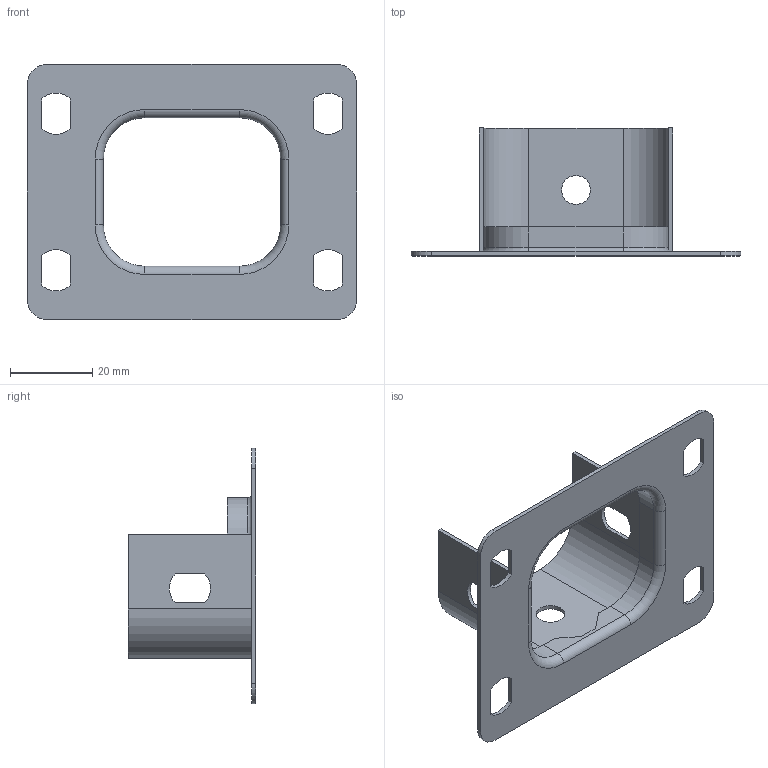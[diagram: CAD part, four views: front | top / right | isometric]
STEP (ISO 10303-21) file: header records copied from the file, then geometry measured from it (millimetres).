
FILE_DESCRIPTION (( 'STEP AP203' ), '1' );
FILE_NAME ('Ñîåäèíèòåëüíûé ôëàíåö FR_37410.STEP', '2012-11-09T09:21:54', ( 'Àñååâ' ), ( '' ), 'SwSTEP 2.0', 'SolidWorks 2012', '' );
FILE_SCHEMA (( 'CONFIG_CONTROL_DESIGN' ));
Length unit declared in the file: millimetre
Products named in the file (3): 杨邃桧栩咫 綦囗弼 FR_37410; ﾎ魵瑙韃 瑙 50; Ñêîáà 50_‘ª®¡  50
Assembly tree (2 placements, depth 2):
  杨邃桧栩咫 綦囗弼 FR_37410
    Ñêîáà 50_‘ª®¡  50
    ﾎ魵瑙韃 瑙 50
Bounding box: 80 x 31 x 62 mm (x, y, z)
Volume: 6641.6 mm3; surface area: 14154.2 mm2
Topology: 2 solids, 2 shells, 97 faces, 247 edges, 154 vertices
Faces by surface type: plane 48, cylinder 41, torus 8
Full cylindrical faces by diameter (mm): 7 x1
Entity records: 3247 total; most frequent: DIRECTION 540, CARTESIAN_POINT 502, ORIENTED_EDGE 492, EDGE_CURVE 246, AXIS2_PLACEMENT_3D 192, LINE 156, VECTOR 156, VERTEX_POINT 154
